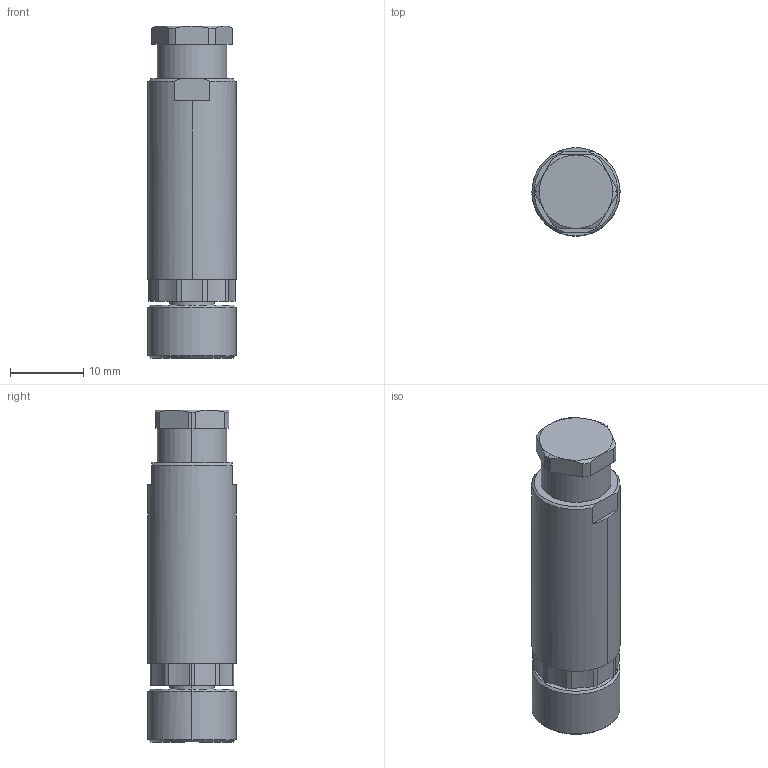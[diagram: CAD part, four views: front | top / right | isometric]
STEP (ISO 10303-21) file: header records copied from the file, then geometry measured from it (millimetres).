
FILE_DESCRIPTION(('CATIA V5 STEP Exchange','CAx-IF Rec.Pracs.--- Model Styling and Organization---1.4--- 2014-01-23'),'2;1');
FILE_NAME ('022232-2_0', '2021-03-08T07:38:03+00:00', ('none'), ('Weidmueller'), 'CATIA Version 5-6 Release 2016 SP3 HF44', 'CATIA V5 STEP AP214', 'none');
FILE_SCHEMA(('AUTOMOTIVE_DESIGN { 1 0 10303 214 1 1 1 1 }'));
Length unit declared in the file: millimetre
Products named in the file (1): 1803870000
Bounding box: 12 x 12 x 45.2 mm (x, y, z)
Volume: 4652.2 mm3; surface area: 2488.7 mm2
Topology: 11 solids, 11 shells, 169 faces, 432 edges, 299 vertices
Faces by surface type: cylinder 68, plane 45, cone 32, bspline 18, extrusion 6
Entity records: 5607 total; most frequent: CARTESIAN_POINT 1932, ORIENTED_EDGE 852, DIRECTION 513, EDGE_CURVE 426, VERTEX_POINT 299, AXIS2_PLACEMENT_3D 258, EDGE_LOOP 191, B_SPLINE_CURVE_WITH_KNOTS 171
